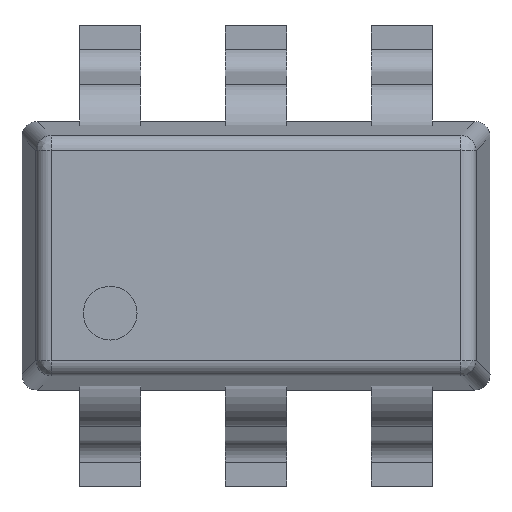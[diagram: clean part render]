
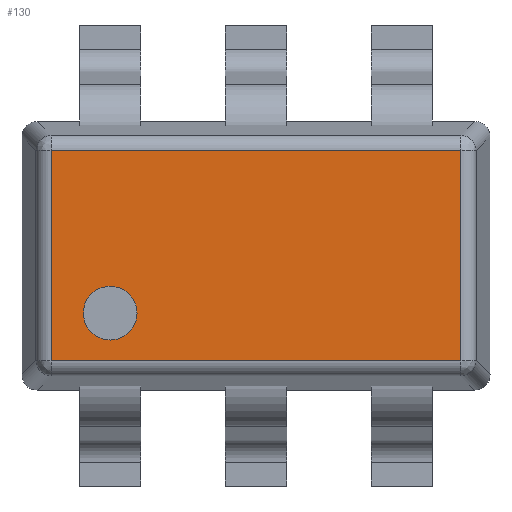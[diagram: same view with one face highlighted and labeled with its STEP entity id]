
A CAD part, top view. The second image highlights one B-rep face of the part: STEP entity #130.
In plain terms, the highlighted planar face has unit normal (0, 0, 1).
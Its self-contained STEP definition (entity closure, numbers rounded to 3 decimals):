
#130=ADVANCED_FACE('',(#1235,#1237),#1239,.T.);
#1235=FACE_BOUND('',#1236,.T.);
#1236=EDGE_LOOP('',(#2224,#2225,#2226,#2227));
#1237=FACE_BOUND('',#1238,.T.);
#1238=EDGE_LOOP('',(#2228));
#1239=PLANE('',#1240);
#1240=AXIS2_PLACEMENT_3D('',#1241,#1242,#1243);
#1241=CARTESIAN_POINT('',(0.,0.,1.45));
#1242=DIRECTION('',(0.,0.,1.));
#1243=DIRECTION('',(1.,0.,0.));
#2224=ORIENTED_EDGE('',*,*,#2810,.T.);
#2225=ORIENTED_EDGE('',*,*,#2811,.T.);
#2226=ORIENTED_EDGE('',*,*,#2812,.T.);
#2227=ORIENTED_EDGE('',*,*,#2813,.T.);
#2228=ORIENTED_EDGE('',*,*,#2809,.F.);
#2809=EDGE_CURVE('',#3114,#3114,#3115,.T.);
#2810=EDGE_CURVE('',#3116,#3117,#3118,.T.);
#2811=EDGE_CURVE('',#3117,#3119,#3120,.T.);
#2812=EDGE_CURVE('',#3119,#3121,#3122,.T.);
#2813=EDGE_CURVE('',#3121,#3116,#3123,.T.);
#3114=VERTEX_POINT('',#3644);
#3115=CIRCLE('',#3645,0.175);
#3116=VERTEX_POINT('',#3649);
#3117=VERTEX_POINT('',#3650);
#3118=LINE('',#3651,#3652);
#3119=VERTEX_POINT('',#3654);
#3120=LINE('',#3655,#3656);
#3121=VERTEX_POINT('',#3658);
#3122=LINE('',#3659,#3660);
#3123=LINE('',#3662,#3663);
#3644=CARTESIAN_POINT('',(-0.775,-0.375,1.45));
#3645=AXIS2_PLACEMENT_3D('',#3646,#3647,#3648);
#3646=CARTESIAN_POINT('',(-0.95,-0.375,1.45));
#3647=DIRECTION('',(0.,0.,1.));
#3648=DIRECTION('',(1.,0.,0.));
#3649=CARTESIAN_POINT('',(1.335,0.685,1.45));
#3650=CARTESIAN_POINT('',(-1.335,0.685,1.45));
#3651=CARTESIAN_POINT('',(1.335,0.685,1.45));
#3652=VECTOR('',#3653,1.);
#3653=DIRECTION('',(-1.,0.,0.));
#3654=CARTESIAN_POINT('',(-1.335,-0.685,1.45));
#3655=CARTESIAN_POINT('',(-1.335,0.685,1.45));
#3656=VECTOR('',#3657,1.);
#3657=DIRECTION('',(0.,-1.,0.));
#3658=CARTESIAN_POINT('',(1.335,-0.685,1.45));
#3659=CARTESIAN_POINT('',(-1.335,-0.685,1.45));
#3660=VECTOR('',#3661,1.);
#3661=DIRECTION('',(1.,0.,0.));
#3662=CARTESIAN_POINT('',(1.335,-0.685,1.45));
#3663=VECTOR('',#3664,1.);
#3664=DIRECTION('',(0.,1.,0.));
